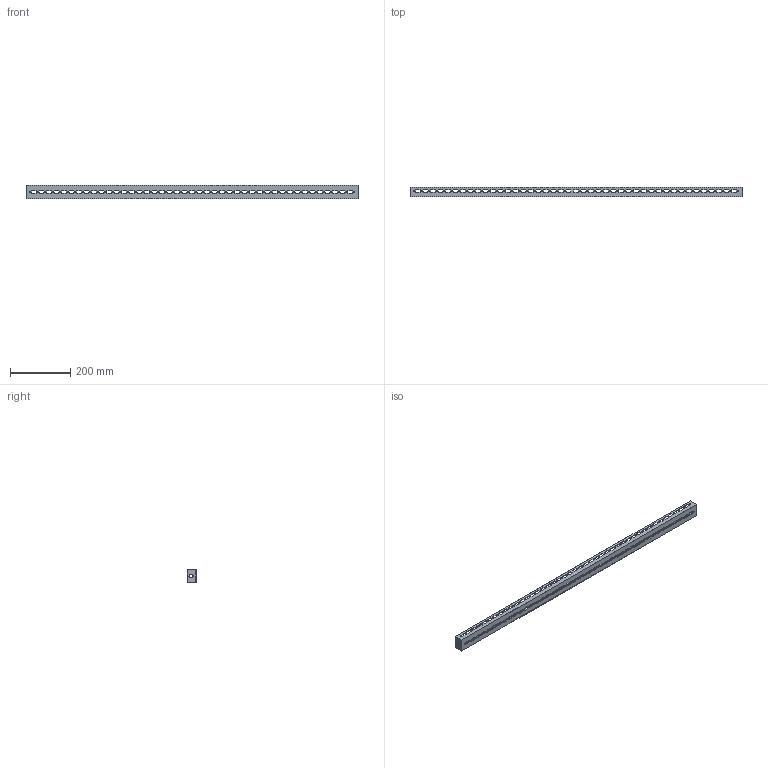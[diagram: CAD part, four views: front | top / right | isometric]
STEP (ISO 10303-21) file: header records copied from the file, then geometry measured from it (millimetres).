
FILE_DESCRIPTION (( 'STEP AP203' ), '1' );
FILE_NAME ('SCKC07.step', '2021-06-30T17:20:50', ( 'ADC123' ), ( 'Microsoft' ), 'SwSTEP 2.0', 'SolidWorks 2021', '' );
FILE_SCHEMA (( 'CONFIG_CONTROL_DESIGN' ));
Length unit declared in the file: inch
Products named in the file (1): SCKC07
Bounding box: 1102 x 30 x 45 mm (x, y, z)
Volume: 188327.6 mm3; surface area: 208915.1 mm2
Topology: 1 solids, 1 shells, 665 faces, 1986 edges, 1324 vertices
Faces by surface type: plane 531, cylinder 134
Full cylindrical faces by diameter (mm): 4.25 x130
Entity records: 22621 total; most frequent: CARTESIAN_POINT 3846, ORIENTED_EDGE 3712, DIRECTION 3456, EDGE_CURVE 1856, VECTOR 1588, LINE 1588, VERTEX_POINT 1324, EDGE_LOOP 1318
